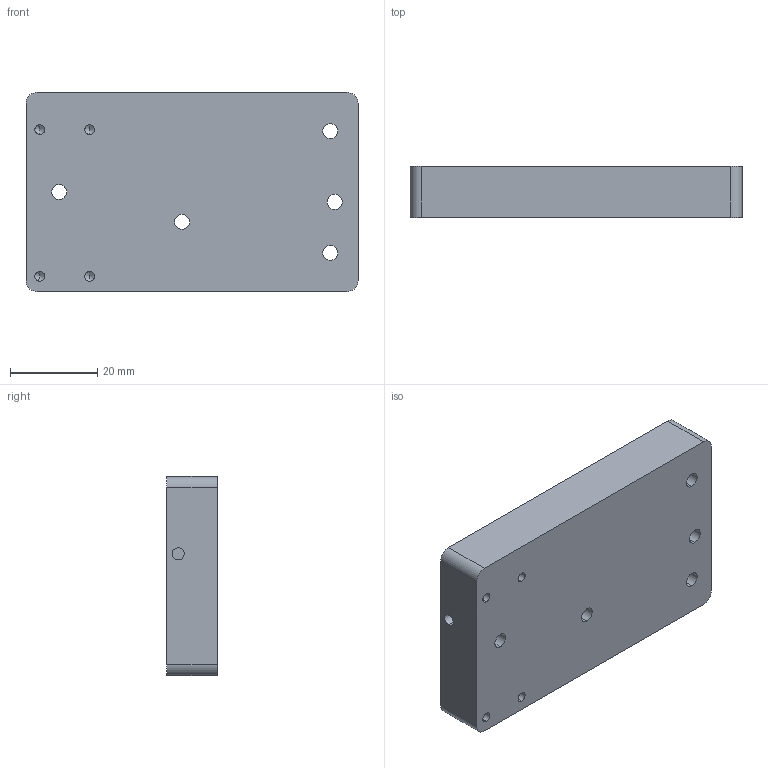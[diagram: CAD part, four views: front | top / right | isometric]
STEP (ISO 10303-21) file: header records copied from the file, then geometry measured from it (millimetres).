
FILE_DESCRIPTION (( 'STEP AP203' ), '1' );
FILE_NAME ('diode base.STEP', '2024-12-21T01:10:46', ( '' ), ( '' ), 'SwSTEP 2.0', 'SolidWorks 2022', '' );
FILE_SCHEMA (( 'CONFIG_CONTROL_DESIGN' ));
Length unit declared in the file: inch
Products named in the file (1): diode base
Bounding box: 76.2 x 11.68 x 45.72 mm (x, y, z)
Volume: 39873.8 mm3; surface area: 10647.9 mm2
Topology: 1 solids, 1 shells, 39 faces, 100 edges, 60 vertices
Faces by surface type: cylinder 24, cone 8, plane 7
Entity records: 1241 total; most frequent: DIRECTION 220, CARTESIAN_POINT 192, ORIENTED_EDGE 184, EDGE_CURVE 92, AXIS2_PLACEMENT_3D 88, VERTEX_POINT 60, EDGE_LOOP 54, CIRCLE 48
